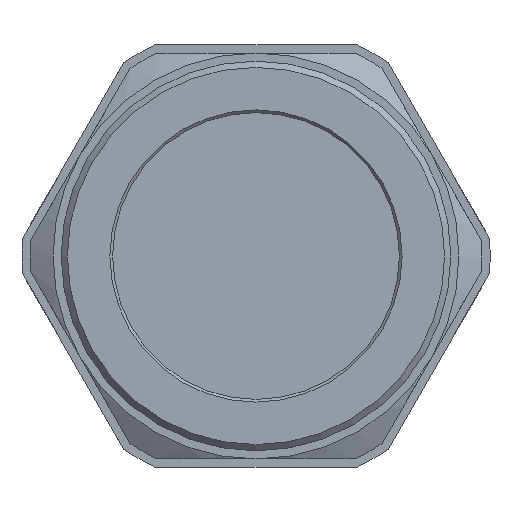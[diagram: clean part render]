
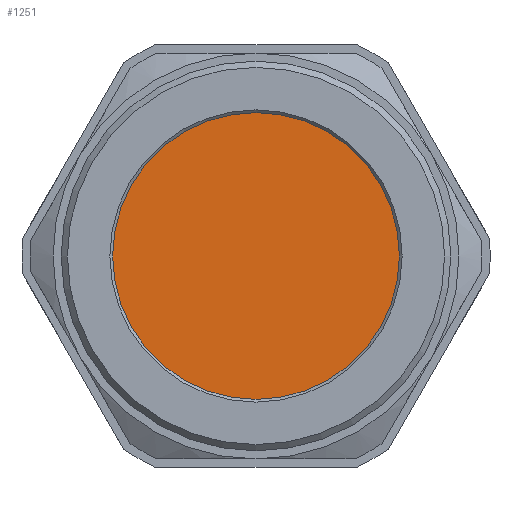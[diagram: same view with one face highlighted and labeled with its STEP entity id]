
A CAD part, front view. The second image highlights one B-rep face of the part: STEP entity #1251.
In plain terms, the highlighted planar face has unit normal (0, -1, 0).
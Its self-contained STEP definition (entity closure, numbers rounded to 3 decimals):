
#308=FACE_OUTER_BOUND('',#386,.T.);
#386=EDGE_LOOP('',(#855));
#472=CIRCLE('',#1351,26.5);
#556=VERTEX_POINT('',#1899);
#671=EDGE_CURVE('',#556,#556,#472,.T.);
#855=ORIENTED_EDGE('',*,*,#671,.F.);
#1223=PLANE('',#1350);
#1251=ADVANCED_FACE('',(#308),#1223,.T.);
#1350=AXIS2_PLACEMENT_3D('',#1898,#1516,#1517);
#1351=AXIS2_PLACEMENT_3D('',#1900,#1518,#1519);
#1516=DIRECTION('center_axis',(0.,-1.,0.));
#1517=DIRECTION('ref_axis',(0.,0.,-1.));
#1518=DIRECTION('center_axis',(0.,1.,0.));
#1519=DIRECTION('ref_axis',(-1.,0.,0.));
#1898=CARTESIAN_POINT('Origin',(0.416,-10.996,0.));
#1899=CARTESIAN_POINT('',(26.916,-10.996,0.));
#1900=CARTESIAN_POINT('Origin',(0.416,-10.996,0.));
